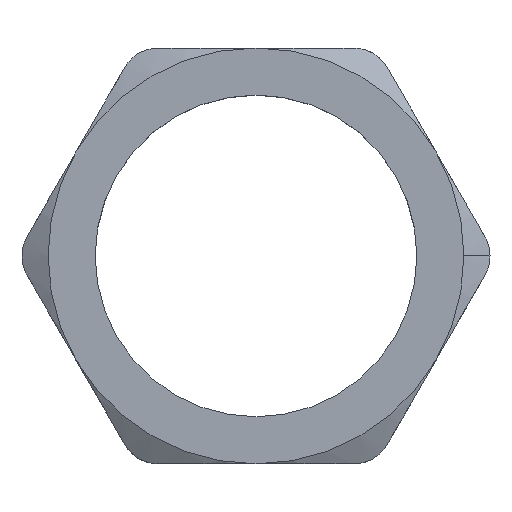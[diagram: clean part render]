
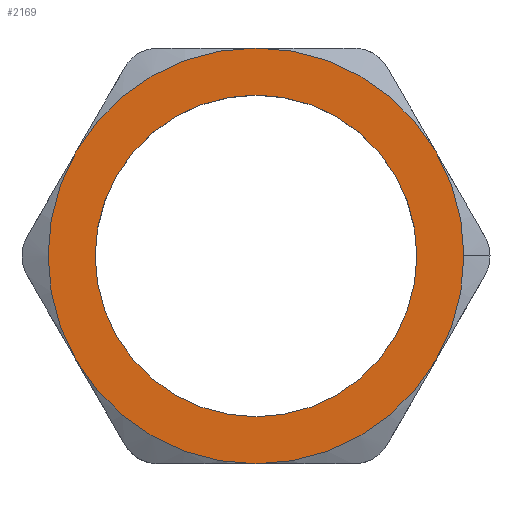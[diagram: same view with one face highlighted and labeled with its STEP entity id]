
A CAD part, top view. The second image highlights one B-rep face of the part: STEP entity #2169.
In plain terms, the highlighted planar face has unit normal (0, 0, 1).
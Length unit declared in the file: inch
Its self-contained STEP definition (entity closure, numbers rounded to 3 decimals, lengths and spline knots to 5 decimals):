
#11 = VERTEX_POINT ( 'NONE', #2369 ) ;
#37 = VERTEX_POINT ( 'NONE', #280 ) ;
#38 = VERTEX_POINT ( 'NONE', #279 ) ;
#166 = ORIENTED_EDGE ( 'NONE', *, *, #2219, .T. ) ;
#178 = ORIENTED_EDGE ( 'NONE', *, *, #180, .T. ) ;
#179 = ORIENTED_EDGE ( 'NONE', *, *, #181, .T. ) ;
#180 = EDGE_CURVE ( 'NONE', #2300, #2231, #670, .T. ) ;
#181 = EDGE_CURVE ( 'NONE', #2336, #2300, #665, .T. ) ;
#185 = ORIENTED_EDGE ( 'NONE', *, *, #187, .T. ) ;
#187 = EDGE_CURVE ( 'NONE', #2271, #2336, #660, .T. ) ;
#190 = EDGE_CURVE ( 'NONE', #2173, #2271, #648, .T. ) ;
#191 = EDGE_CURVE ( 'NONE', #2207, #2173, #702, .T. ) ;
#192 = ORIENTED_EDGE ( 'NONE', *, *, #191, .T. ) ;
#193 = ORIENTED_EDGE ( 'NONE', *, *, #190, .T. ) ;
#197 = EDGE_CURVE ( 'NONE', #2231, #11, #692, .T. ) ;
#279 = CARTESIAN_POINT ( 'NONE',  ( 0.41, 0., 0.24 ) ) ;
#280 = CARTESIAN_POINT ( 'NONE',  ( -0.41, 0., 0.24 ) ) ;
#643 = CARTESIAN_POINT ( 'NONE',  ( 0., 0., 0.24 ) ) ;
#644 = DIRECTION ( 'NONE',  ( 1., 0., 0. ) ) ;
#645 = DIRECTION ( 'NONE',  ( 0., 0., 1. ) ) ;
#646 = CARTESIAN_POINT ( 'NONE',  ( 0., 0., 0.24 ) ) ;
#647 = AXIS2_PLACEMENT_3D ( 'NONE', #646, #645, #644 ) ;
#648 = CIRCLE ( 'NONE', #647, 0.53 ) ;
#656 = DIRECTION ( 'NONE',  ( 1., 0., 0. ) ) ;
#657 = DIRECTION ( 'NONE',  ( 0., 0., 1. ) ) ;
#658 = CARTESIAN_POINT ( 'NONE',  ( 0., 0., 0.24 ) ) ;
#659 = AXIS2_PLACEMENT_3D ( 'NONE', #658, #657, #656 ) ;
#660 = CIRCLE ( 'NONE', #659, 0.53 ) ;
#661 = DIRECTION ( 'NONE',  ( 1., 0., 0. ) ) ;
#662 = DIRECTION ( 'NONE',  ( 0., 0., 1. ) ) ;
#663 = CARTESIAN_POINT ( 'NONE',  ( 0., 0., 0.24 ) ) ;
#664 = AXIS2_PLACEMENT_3D ( 'NONE', #663, #662, #661 ) ;
#665 = CIRCLE ( 'NONE', #664, 0.53 ) ;
#666 = DIRECTION ( 'NONE',  ( 1., 0., 0. ) ) ;
#667 = DIRECTION ( 'NONE',  ( 0., 0., 1. ) ) ;
#668 = CARTESIAN_POINT ( 'NONE',  ( 0., 0., 0.24 ) ) ;
#669 = AXIS2_PLACEMENT_3D ( 'NONE', #668, #667, #666 ) ;
#670 = CIRCLE ( 'NONE', #669, 0.53 ) ;
#688 = DIRECTION ( 'NONE',  ( 1., 0., 0. ) ) ;
#689 = DIRECTION ( 'NONE',  ( 0., 0., 1. ) ) ;
#690 = CARTESIAN_POINT ( 'NONE',  ( 0., 0., 0.24 ) ) ;
#691 = AXIS2_PLACEMENT_3D ( 'NONE', #690, #689, #688 ) ;
#692 = CIRCLE ( 'NONE', #691, 0.53 ) ;
#699 = DIRECTION ( 'NONE',  ( 1., 0., 0. ) ) ;
#700 = DIRECTION ( 'NONE',  ( 0., 0., 1. ) ) ;
#701 = AXIS2_PLACEMENT_3D ( 'NONE', #643, #700, #699 ) ;
#702 = CIRCLE ( 'NONE', #701, 0.53 ) ;
#1215 = DIRECTION ( 'NONE',  ( 1., 0., 0. ) ) ;
#1216 = DIRECTION ( 'NONE',  ( 0., 0., 1. ) ) ;
#1217 = AXIS2_PLACEMENT_3D ( 'NONE', #1223, #1216, #1215 ) ;
#1218 = CIRCLE ( 'NONE', #1217, 0.41 ) ;
#1223 = CARTESIAN_POINT ( 'NONE',  ( 0., 0., 0.24 ) ) ;
#1263 = DIRECTION ( 'NONE',  ( 1., 0., 0. ) ) ;
#1264 = DIRECTION ( 'NONE',  ( 0., 0., 1. ) ) ;
#1265 = CARTESIAN_POINT ( 'NONE',  ( -0.61199, 0., 0.24 ) ) ;
#1266 = AXIS2_PLACEMENT_3D ( 'NONE', #1265, #1264, #1263 ) ;
#1273 = PLANE ( 'NONE',  #1266 ) ;
#1274 = FACE_OUTER_BOUND ( 'NONE', #2536, .T. ) ;
#1275 = FACE_BOUND ( 'NONE', #2168, .T. ) ;
#1318 = CARTESIAN_POINT ( 'NONE',  ( 0., 0.53, 0.24 ) ) ;
#1344 = CARTESIAN_POINT ( 'NONE',  ( 0.45899, 0.265, 0.24 ) ) ;
#1372 = DIRECTION ( 'NONE',  ( 1., 0., 0. ) ) ;
#1373 = DIRECTION ( 'NONE',  ( 0., 0., 1. ) ) ;
#1374 = CARTESIAN_POINT ( 'NONE',  ( 0., 0., 0.24 ) ) ;
#1375 = AXIS2_PLACEMENT_3D ( 'NONE', #1374, #1373, #1372 ) ;
#1376 = CIRCLE ( 'NONE', #1375, 0.53 ) ;
#1408 = CARTESIAN_POINT ( 'NONE',  ( 0.45899, -0.265, 0.24 ) ) ;
#1506 = CARTESIAN_POINT ( 'NONE',  ( -0.45899, 0.265, 0.24 ) ) ;
#1557 = CARTESIAN_POINT ( 'NONE',  ( 0., -0.53, 0.24 ) ) ;
#1662 = CARTESIAN_POINT ( 'NONE',  ( -0.45899, -0.265, 0.24 ) ) ;
#2003 = DIRECTION ( 'NONE',  ( 1., 0., 0. ) ) ;
#2004 = DIRECTION ( 'NONE',  ( 0., 0., 1. ) ) ;
#2005 = CARTESIAN_POINT ( 'NONE',  ( 0., 0., 0.24 ) ) ;
#2006 = AXIS2_PLACEMENT_3D ( 'NONE', #2005, #2004, #2003 ) ;
#2007 = CIRCLE ( 'NONE', #2006, 0.41 ) ;
#2119 = EDGE_CURVE ( 'NONE', #37, #38, #1218, .T. ) ;
#2168 = EDGE_LOOP ( 'NONE', ( #2538, #2539 ) ) ;
#2169 = ADVANCED_FACE ( 'NONE', ( #1275, #1274 ), #1273, .T. ) ;
#2173 = VERTEX_POINT ( 'NONE', #1318 ) ;
#2207 = VERTEX_POINT ( 'NONE', #1344 ) ;
#2219 = EDGE_CURVE ( 'NONE', #11, #2207, #1376, .T. ) ;
#2231 = VERTEX_POINT ( 'NONE', #1408 ) ;
#2271 = VERTEX_POINT ( 'NONE', #1506 ) ;
#2300 = VERTEX_POINT ( 'NONE', #1557 ) ;
#2336 = VERTEX_POINT ( 'NONE', #1662 ) ;
#2369 = CARTESIAN_POINT ( 'NONE',  ( 0.53, 0., 0.24 ) ) ;
#2535 = ORIENTED_EDGE ( 'NONE', *, *, #197, .T. ) ;
#2536 = EDGE_LOOP ( 'NONE', ( #2535, #166, #192, #193, #185, #179, #178 ) ) ;
#2537 = EDGE_CURVE ( 'NONE', #38, #37, #2007, .T. ) ;
#2538 = ORIENTED_EDGE ( 'NONE', *, *, #2119, .F. ) ;
#2539 = ORIENTED_EDGE ( 'NONE', *, *, #2537, .F. ) ;
